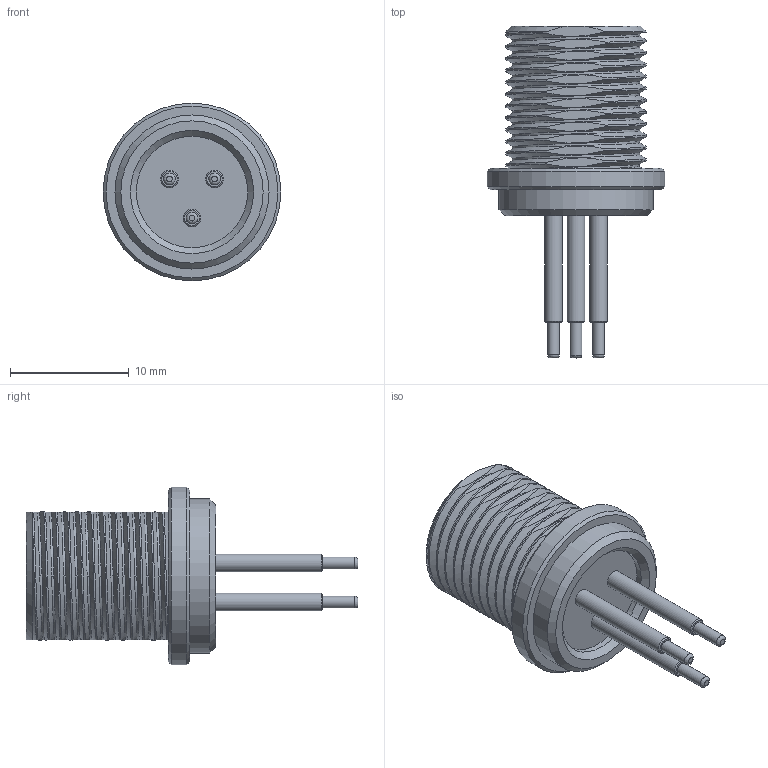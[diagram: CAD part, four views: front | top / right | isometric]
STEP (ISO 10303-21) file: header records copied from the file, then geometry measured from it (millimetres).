
FILE_DESCRIPTION(/* description */ (''),/* implementation_level */ '2;1');
FILE_NAME(/* name */ 'GX12-3.step',/* time_stamp */ '2024-10-07T21:56:17+02:00',/* author */ (''),/* organization */ (''),/* preprocessor_version */ 'ST-DEVELOPER v20',/* originating_system */ 'Autodesk Translation Framework v13.20.0.188',/* authorisation */ '');
FILE_SCHEMA (('AUTOMOTIVE_DESIGN { 1 0 10303 214 3 1 1 }'));
Length unit declared in the file: millimetre
Products named in the file (1): GX12-3
Bounding box: 15 x 28 x 15 mm (x, y, z)
Volume: 1160.1 mm3; surface area: 1899.9 mm2
Topology: 4 solids, 4 shells, 111 faces, 279 edges, 183 vertices
Faces by surface type: cylinder 51, plane 41, cone 10, bspline 5, torus 4
Full cylindrical faces by diameter (mm): 1 x3, 1.5 x6, 9.4 x1, 10.741 x10, 13 x1, 15 x1
Entity records: 7863 total; most frequent: CARTESIAN_POINT 5348, ORIENTED_EDGE 558, DIRECTION 428, EDGE_CURVE 279, VERTEX_POINT 183, AXIS2_PLACEMENT_3D 172, B_SPLINE_CURVE_WITH_KNOTS 126, EDGE_LOOP 124
